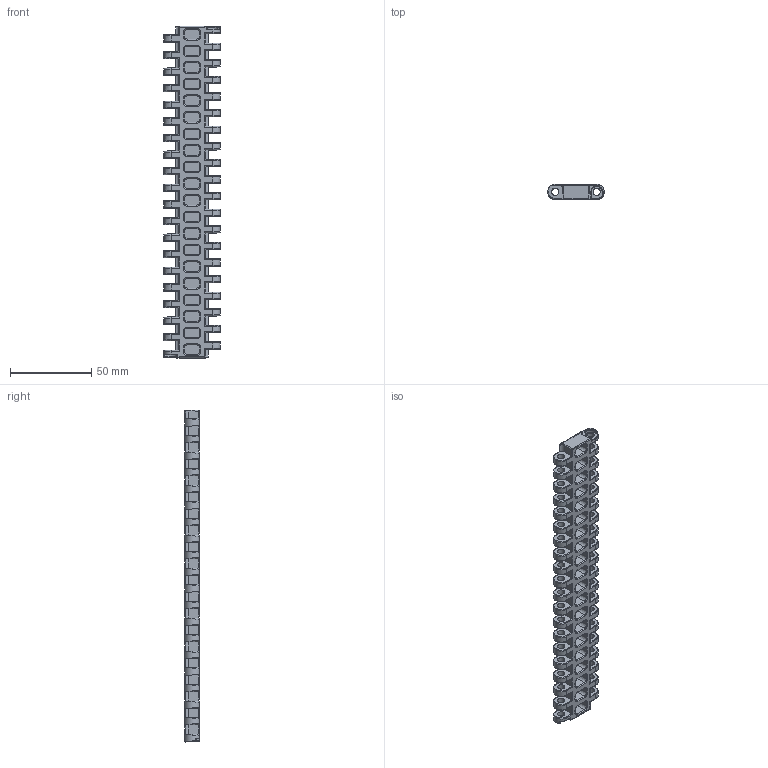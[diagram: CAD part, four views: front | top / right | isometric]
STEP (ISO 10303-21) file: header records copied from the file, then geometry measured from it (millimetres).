
FILE_DESCRIPTION( ( 'Unknown' ), '1' );
FILE_NAME( '25408w.stp', 'Unknown', ( 'Unknown' ), ( 'Unknown' ), 'XStep 1.0', 'Unknown', ' ' );
FILE_SCHEMA( ( 'CONFIG_CONTROL_DESIGN' ) );
Length unit declared in the file: millimetre
Products named in the file (1): 1
Bounding box: 34.7 x 9.2 x 204 mm (x, y, z)
Volume: 32314.9 mm3; surface area: 24868.5 mm2
Topology: 1 solids, 1 shells, 1038 faces, 2663 edges, 1645 vertices
Faces by surface type: plane 436, cylinder 344, bspline 94, torus 82, cone 80, sphere 2
Full cylindrical faces by diameter (mm): 4.498 x40
Entity records: 70590 total; most frequent: CARTESIAN_POINT 45826, ORIENTED_EDGE 5164, DIRECTION 5110, EDGE_CURVE 2582, AXIS2_PLACEMENT_3D 1868, VERTEX_POINT 1606, LINE 1374, VECTOR 1374
